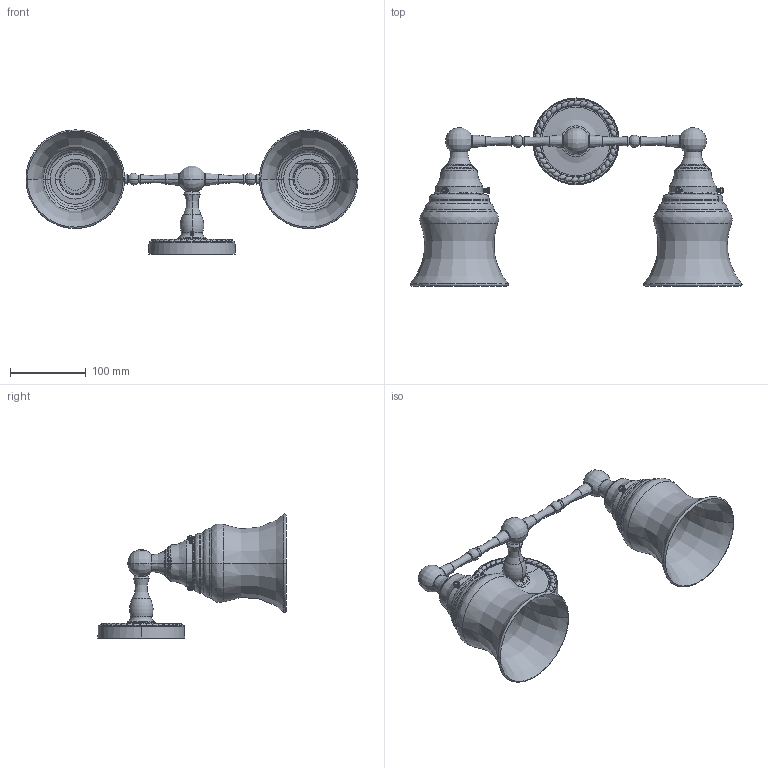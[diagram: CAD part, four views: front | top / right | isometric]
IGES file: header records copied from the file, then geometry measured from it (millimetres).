
Start section:  PTC IGES file: 1582.igs
Global section: file name: 1582.igs; native system: Pro/ENGINEER by Parametric Technology Corporation; preprocessor: 2009300; author: project; organization: Unknown; date: 20101126.142428; units: inch
Bounding box: 437.16 x 247.83 x 163.37 mm (x, y, z)
Surface area: 303477.1 mm2 (no closed solid volume)
Topology: 0 solids, 155 shells, 1050 faces, 6361 edges, 5362 vertices
Faces by surface type: revolution 675, bspline 375
